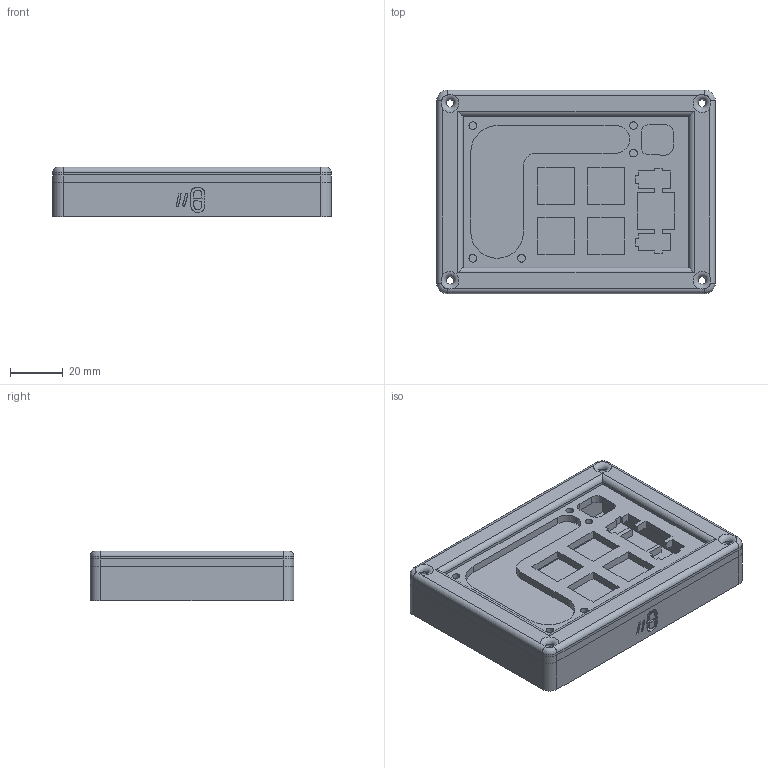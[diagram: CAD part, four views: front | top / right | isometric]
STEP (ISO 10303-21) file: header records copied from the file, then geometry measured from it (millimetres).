
FILE_DESCRIPTION(/* description */ (''),/* implementation_level */ '2;1');
FILE_NAME(/* name */ 'HackPad Model v8.step.step',/* time_stamp */ '2024-10-12T15:39:06-04:00',/* author */ (''),/* organization */ (''),/* preprocessor_version */ 'ST-DEVELOPER v20',/* originating_system */ 'Autodesk Translation Framework v13.20.0.188',/* authorisation */ '');
FILE_SCHEMA (('AUTOMOTIVE_DESIGN { 1 0 10303 214 3 1 1 }'));
Length unit declared in the file: millimetre
Products named in the file (4): HackPad Model; Acrylic; MidPlate; TopPlate
Assembly tree (3 placements, depth 2):
  HackPad Model
    Acrylic
    MidPlate
    TopPlate
Bounding box: 106 x 77.5 x 19 mm (x, y, z)
Volume: 87786.9 mm3; surface area: 52038.7 mm2
Topology: 4 solids, 4 shells, 359 faces, 1035 edges, 686 vertices
Faces by surface type: cylinder 225, plane 126, torus 4, bspline 4
Full cylindrical faces by diameter (mm): 2.9 x22
Entity records: 12315 total; most frequent: CARTESIAN_POINT 2217, DIRECTION 2205, ORIENTED_EDGE 2070, EDGE_CURVE 1035, AXIS2_PLACEMENT_3D 822, VERTEX_POINT 686, LINE 561, VECTOR 561
